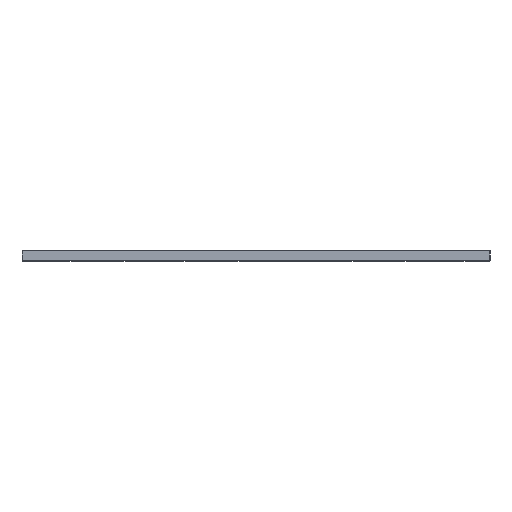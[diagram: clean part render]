
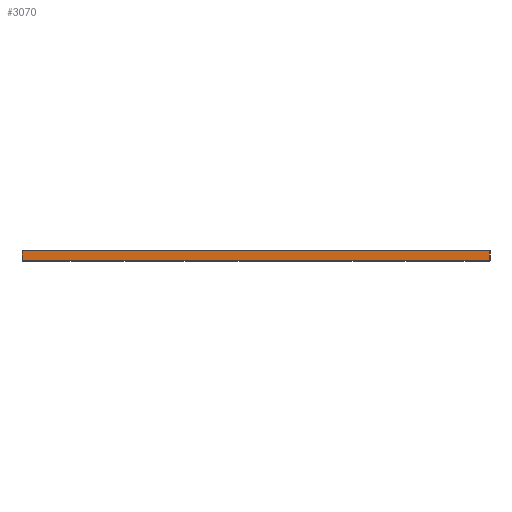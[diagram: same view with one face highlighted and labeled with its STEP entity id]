
A CAD part, top view. The second image highlights one B-rep face of the part: STEP entity #3070.
In plain terms, the highlighted planar face has unit normal (0, 0, 1).
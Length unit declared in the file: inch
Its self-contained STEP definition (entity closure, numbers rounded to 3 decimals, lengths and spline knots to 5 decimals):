
#17=PLANE('',#3271);
#121=FACE_OUTER_BOUND('',#282,.T.);
#282=EDGE_LOOP('',(#2097,#2098,#2099,#2100));
#462=LINE('',#4655,#787);
#463=LINE('',#4657,#788);
#464=LINE('',#4659,#789);
#465=LINE('',#4660,#790);
#787=VECTOR('',#3683,23.68808);
#788=VECTOR('',#3684,0.5);
#789=VECTOR('',#3685,23.68808);
#790=VECTOR('',#3686,0.5);
#1302=VERTEX_POINT('',#4653);
#1303=VERTEX_POINT('',#4654);
#1304=VERTEX_POINT('',#4656);
#1305=VERTEX_POINT('',#4658);
#1620=EDGE_CURVE('',#1302,#1303,#462,.T.);
#1621=EDGE_CURVE('',#1304,#1303,#463,.T.);
#1622=EDGE_CURVE('',#1305,#1304,#464,.T.);
#1623=EDGE_CURVE('',#1305,#1302,#465,.T.);
#2097=ORIENTED_EDGE('',*,*,#1620,.T.);
#2098=ORIENTED_EDGE('',*,*,#1621,.F.);
#2099=ORIENTED_EDGE('',*,*,#1622,.F.);
#2100=ORIENTED_EDGE('',*,*,#1623,.T.);
#3070=ADVANCED_FACE('',(#121),#17,.F.);
#3271=AXIS2_PLACEMENT_3D('',#4652,#3681,#3682);
#3681=DIRECTION('center_axis',(0.,0.,-1.));
#3682=DIRECTION('ref_axis',(-1.,0.,0.));
#3683=DIRECTION('',(1.,0.,0.));
#3684=DIRECTION('',(0.,-1.,0.));
#3685=DIRECTION('',(1.,0.,0.));
#3686=DIRECTION('',(0.,-1.,0.));
#4652=CARTESIAN_POINT('Origin',(0.,0.5,11.49179));
#4653=CARTESIAN_POINT('',(-11.49179,0.,11.49179));
#4654=CARTESIAN_POINT('',(12.19629,0.,11.49179));
#4655=CARTESIAN_POINT('',(0.,0.,11.49179));
#4656=CARTESIAN_POINT('',(12.19629,0.5,11.49179));
#4657=CARTESIAN_POINT('',(12.19629,44.41076,11.49179));
#4658=CARTESIAN_POINT('',(-11.49179,0.5,11.49179));
#4659=CARTESIAN_POINT('',(0.,0.5,11.49179));
#4660=CARTESIAN_POINT('',(-11.49179,0.5,11.49179));
